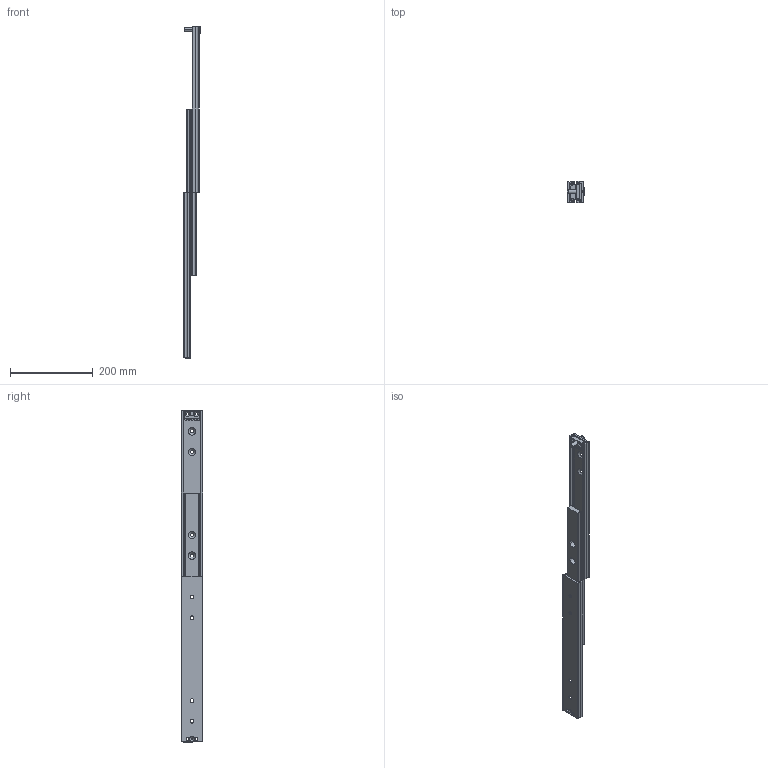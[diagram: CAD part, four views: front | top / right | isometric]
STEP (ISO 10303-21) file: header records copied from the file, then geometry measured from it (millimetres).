
FILE_DESCRIPTION (( 'STEP AP214' ), '1' );
FILE_NAME ('FR_5439.0400mm_16inch_open.STEP', '2022-10-17T09:26:29', ( '' ), ( '' ), 'SwSTEP 2.0', 'SolidWorks 2020', '' );
FILE_SCHEMA (( 'AUTOMOTIVE_DESIGN' ));
Length unit declared in the file: millimetre
Products named in the file (11): 5439.XXX-C2.T090_NL  400; FR 5439 STOP; FR_5439.0400mm_16inch_open; 5439.XXX-01.T090_NL  400; 5439.XXX-02.T090_NL  400; 5439.XXX-03.T090_NL  400; FR 5439 BUMPER; 5439.XXX-D2.T090_NL  400; flat head screw_am_PreviewCfg
Assembly tree (12 placements, depth 3):
  FR_5439.0400mm_16inch_open
    5439.XXX-01.T090_NL  400
      5439.XXX-01.T090_NL  400
      FR 5439 BUMPER
      FR 5439 STOP
    5439.XXX-02.T090_NL  400
      5439.XXX-C2.T090_NL  400
      5439.XXX-D2.T090_NL  400
    5439.XXX-03.T090_NL  400
      5439.XXX-03.T090_NL  400
      FR 5439 BUMPER
      FR 5439 STOP
      flat head screw_am_PreviewCfg
Bounding box: 42.75 x 51.38 x 801.62 mm (x, y, z)
Volume: 572311.2 mm3; surface area: 219203 mm2
Topology: 9 solids, 9 shells, 280 faces, 756 edges, 494 vertices
Faces by surface type: cylinder 158, plane 92, cone 22, bspline 8
Entity records: 8070 total; most frequent: DIRECTION 1426, CARTESIAN_POINT 1372, ORIENTED_EDGE 1272, EDGE_CURVE 636, AXIS2_PLACEMENT_3D 548, VERTEX_POINT 414, VECTOR 330, LINE 330
